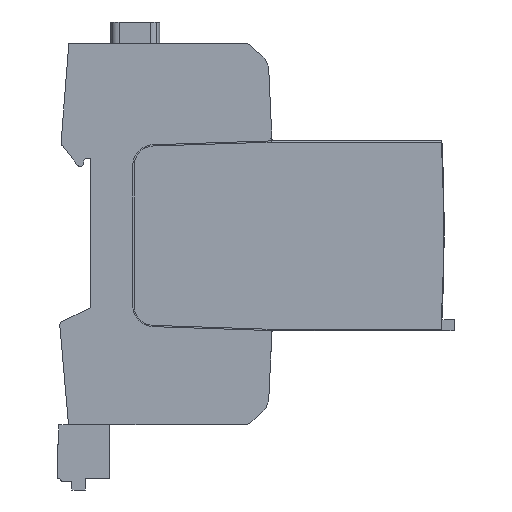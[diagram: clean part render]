
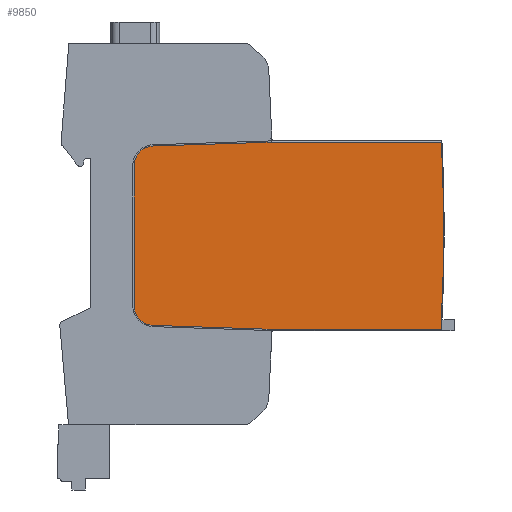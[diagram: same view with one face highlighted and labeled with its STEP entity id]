
A CAD part, left-side view. The second image highlights one B-rep face of the part: STEP entity #9850.
In plain terms, the highlighted planar face has unit normal (-1, 0, 0).
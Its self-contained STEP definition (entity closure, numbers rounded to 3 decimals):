
#2595=DIRECTION('',(0.,-1.,0.));
#2596=VECTOR('',#2595,39.924);
#2597=CARTESIAN_POINT('',(-45.,-38.914,
-22.527));
#2598=LINE('',#2597,#2596);
#2705=DIRECTION('',(0.,0.,-1.));
#2706=VECTOR('',#2705,33.);
#2707=CARTESIAN_POINT('',(-45.,-6.3,16.1));
#2708=LINE('',#2707,#2706);
#2729=CARTESIAN_POINT('',(-45.,336.41,0.75));
#2730=DIRECTION('',(1.,0.,0.));
#2731=DIRECTION('',(0.,-0.999,0.05));
#2732=AXIS2_PLACEMENT_3D('',#2729,#2730,#2731);
#2734=DIRECTION('',(0.,0.999,0.033));
#2735=VECTOR('',#2734,28.085);
#2736=CARTESIAN_POINT('',(-45.,-38.914,
-22.527));
#2737=LINE('',#2736,#2735);
#2738=CARTESIAN_POINT('',(-45.,-11.,-16.9));
#2739=DIRECTION('',(1.,0.,0.));
#2740=DIRECTION('',(0.,0.033,-0.999));
#2741=AXIS2_PLACEMENT_3D('',#2738,#2739,#2740);
#2743=CARTESIAN_POINT('',(-45.,-11.,16.1));
#2744=DIRECTION('',(1.,0.,0.));
#2745=DIRECTION('',(0.,1.,0.));
#2746=AXIS2_PLACEMENT_3D('',#2743,#2744,#2745);
#2748=DIRECTION('',(0.,-0.999,0.032));
#2749=VECTOR('',#2748,28.08);
#2750=CARTESIAN_POINT('',(-45.,-10.849,20.798));
#2751=LINE('',#2750,#2749);
#2752=DIRECTION('',(0.,-1.,0.));
#2753=VECTOR('',#2752,40.048);
#2754=CARTESIAN_POINT('',(-45.,-38.914,
21.7));
#2755=LINE('',#2754,#2753);
#5374=CARTESIAN_POINT('',(-45.,-78.962,21.7));
#5375=CARTESIAN_POINT('',(-45.,-78.838,-22.527));
#5376=VERTEX_POINT('',#5374);
#5377=VERTEX_POINT('',#5375);
#5378=CARTESIAN_POINT('',(-45.,-38.914,
-22.527));
#5379=VERTEX_POINT('',#5378);
#5380=CARTESIAN_POINT('',(-45.,-10.844,-21.597));
#5381=VERTEX_POINT('',#5380);
#5382=CARTESIAN_POINT('',(-45.,-6.3,-16.9));
#5383=VERTEX_POINT('',#5382);
#5384=CARTESIAN_POINT('',(-45.,-6.3,16.1));
#5385=VERTEX_POINT('',#5384);
#5386=CARTESIAN_POINT('',(-45.,-10.849,20.798));
#5387=VERTEX_POINT('',#5386);
#5388=CARTESIAN_POINT('',(-45.,-38.914,
21.7));
#5389=VERTEX_POINT('',#5388);
#9835=CARTESIAN_POINT('',(-45.,0.,0.));
#9836=DIRECTION('',(1.,0.,0.));
#9837=DIRECTION('',(0.,1.,0.));
#9838=AXIS2_PLACEMENT_3D('',#9835,#9836,#9837);
#9839=PLANE('',#9838);
#9840=ORIENTED_EDGE('',*,*,#9574,.T.);
#9841=ORIENTED_EDGE('',*,*,#9597,.F.);
#9842=ORIENTED_EDGE('',*,*,#9745,.T.);
#9843=ORIENTED_EDGE('',*,*,#9759,.T.);
#9844=ORIENTED_EDGE('',*,*,#9773,.F.);
#9845=ORIENTED_EDGE('',*,*,#9787,.T.);
#9846=ORIENTED_EDGE('',*,*,#9801,.T.);
#9847=ORIENTED_EDGE('',*,*,#9824,.T.);
#9848=EDGE_LOOP('',(#9840,#9841,#9842,#9843,#9844,#9845,#9846,#9847));
#9849=FACE_OUTER_BOUND('',#9848,.F.);
#9850=ADVANCED_FACE('',(#9849),#9839,.F.);
#2733=CIRCLE('',#2732,415.9);
#2742=CIRCLE('',#2741,4.7);
#2747=CIRCLE('',#2746,4.7);
#9574=EDGE_CURVE('',#5376,#5377,#2733,.T.);
#9597=EDGE_CURVE('',#5379,#5377,#2598,.T.);
#9745=EDGE_CURVE('',#5379,#5381,#2737,.T.);
#9759=EDGE_CURVE('',#5381,#5383,#2742,.T.);
#9773=EDGE_CURVE('',#5385,#5383,#2708,.T.);
#9787=EDGE_CURVE('',#5385,#5387,#2747,.T.);
#9801=EDGE_CURVE('',#5387,#5389,#2751,.T.);
#9824=EDGE_CURVE('',#5389,#5376,#2755,.T.);
